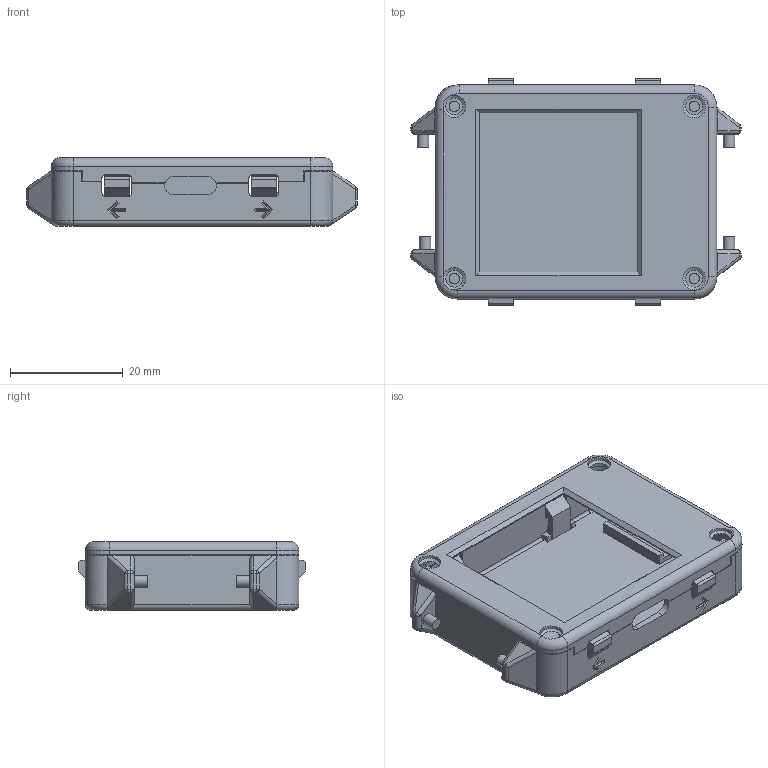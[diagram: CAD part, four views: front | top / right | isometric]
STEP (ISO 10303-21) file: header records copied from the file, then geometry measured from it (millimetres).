
FILE_DESCRIPTION(/* description */ ('STEP AP242','CAx-IF Rec.Pracs.---Representation and Presentation of Product Manufacturing Information (PMI)---4.0---2014-10-13','CAx-IF Rec.Pracs.---3D Tessellated Geometry---0.4---2014-09-14','2;1'),/* implementation_level */ '2;1');
FILE_NAME(/* name */ '656764e70f2a0854ab1ea9b0',/* time_stamp */ '2023-11-29T16:20:56Z',/* author */ (''),/* organization */ (''),/* preprocessor_version */ 'ST-DEVELOPER v19.4',/* originating_system */ ' ',/* authorisation */ ' ');
FILE_SCHEMA (('AP242_MANAGED_MODEL_BASED_3D_ENGINEERING_MIM_LF { 1 0 10303 442 1 1 4 }'));
Length unit declared in the file: metre
Products named in the file (3): flex cable saver; bottom part; top part
Bounding box: 58.5 x 40.1 x 12.14 mm (x, y, z)
Volume: 4548.2 mm3; surface area: 10505.7 mm2
Topology: 3 solids, 3 shells, 504 faces, 1381 edges, 868 vertices
Faces by surface type: plane 317, cylinder 140, sphere 16, torus 16, cone 10, bspline 5
Full cylindrical faces by diameter (mm): 1.85 x4, 2 x4, 4 x4
Entity records: 15764 total; most frequent: CARTESIAN_POINT 2985, ORIENTED_EDGE 2672, DIRECTION 2612, EDGE_CURVE 1336, LINE 976, VECTOR 976, VERTEX_POINT 860, AXIS2_PLACEMENT_3D 818
